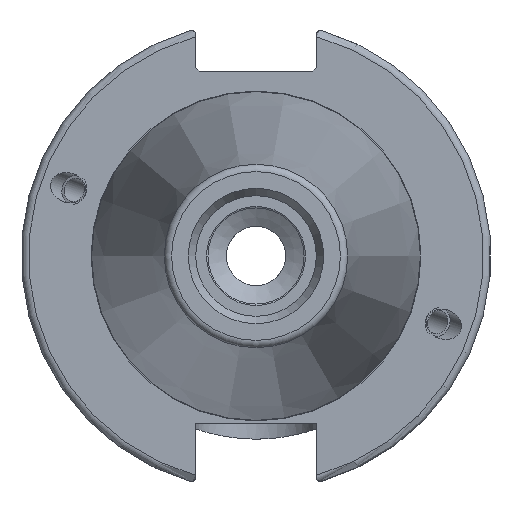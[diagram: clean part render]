
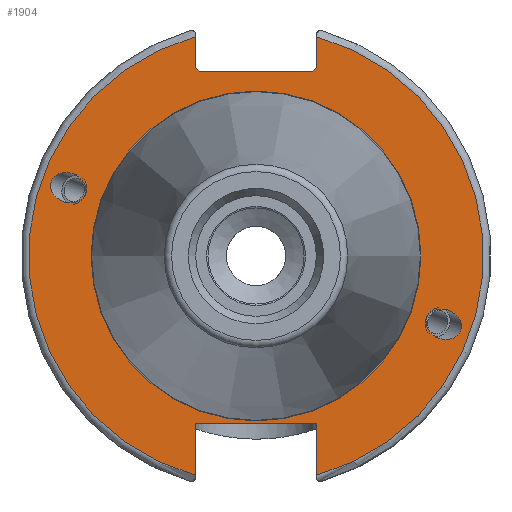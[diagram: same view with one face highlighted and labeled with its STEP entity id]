
A CAD part, left-side view. The second image highlights one B-rep face of the part: STEP entity #1904.
In plain terms, the highlighted planar face has unit normal (-1, 0, 0).
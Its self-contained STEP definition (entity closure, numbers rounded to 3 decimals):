
#39=ELLIPSE('',#2100,2.442,2.);
#48=ELLIPSE('',#2143,2.442,2.);
#62=PLANE('',#2153);
#135=FACE_BOUND('',#358,.T.);
#136=FACE_BOUND('',#359,.T.);
#137=FACE_BOUND('',#360,.T.);
#240=FACE_OUTER_BOUND('',#357,.T.);
#357=EDGE_LOOP('',(#1573,#1574,#1575,#1576,#1577,#1578,#1579,#1580,#1581,
#1582));
#358=EDGE_LOOP('',(#1583));
#359=EDGE_LOOP('',(#1584));
#360=EDGE_LOOP('',(#1585));
#464=LINE('',#3475,#565);
#465=LINE('',#3479,#566);
#466=LINE('',#3481,#567);
#467=LINE('',#3483,#568);
#468=LINE('',#3485,#569);
#469=LINE('',#3487,#570);
#470=LINE('',#3491,#571);
#471=LINE('',#3492,#572);
#565=VECTOR('',#2649,10.);
#566=VECTOR('',#2652,10.);
#567=VECTOR('',#2653,10.);
#568=VECTOR('',#2654,10.);
#569=VECTOR('',#2655,10.);
#570=VECTOR('',#2656,10.);
#571=VECTOR('',#2659,10.);
#572=VECTOR('',#2660,10.);
#706=CIRCLE('',#2151,22.3);
#708=CIRCLE('',#2154,30.75);
#709=CIRCLE('',#2155,30.75);
#829=VERTEX_POINT('',#3270);
#869=VERTEX_POINT('',#3453);
#874=VERTEX_POINT('',#3468);
#875=VERTEX_POINT('',#3473);
#876=VERTEX_POINT('',#3474);
#877=VERTEX_POINT('',#3476);
#878=VERTEX_POINT('',#3478);
#879=VERTEX_POINT('',#3480);
#880=VERTEX_POINT('',#3482);
#881=VERTEX_POINT('',#3484);
#882=VERTEX_POINT('',#3486);
#883=VERTEX_POINT('',#3488);
#884=VERTEX_POINT('',#3490);
#1063=EDGE_CURVE('',#829,#829,#39,.T.);
#1119=EDGE_CURVE('',#869,#869,#48,.T.);
#1126=EDGE_CURVE('',#874,#874,#706,.T.);
#1128=EDGE_CURVE('',#875,#876,#464,.T.);
#1129=EDGE_CURVE('',#877,#876,#708,.T.);
#1130=EDGE_CURVE('',#877,#878,#465,.T.);
#1131=EDGE_CURVE('',#879,#878,#466,.T.);
#1132=EDGE_CURVE('',#879,#880,#467,.T.);
#1133=EDGE_CURVE('',#881,#880,#468,.T.);
#1134=EDGE_CURVE('',#881,#882,#469,.T.);
#1135=EDGE_CURVE('',#883,#882,#709,.T.);
#1136=EDGE_CURVE('',#883,#884,#470,.T.);
#1137=EDGE_CURVE('',#884,#875,#471,.T.);
#1573=ORIENTED_EDGE('',*,*,#1128,.T.);
#1574=ORIENTED_EDGE('',*,*,#1129,.F.);
#1575=ORIENTED_EDGE('',*,*,#1130,.T.);
#1576=ORIENTED_EDGE('',*,*,#1131,.F.);
#1577=ORIENTED_EDGE('',*,*,#1132,.T.);
#1578=ORIENTED_EDGE('',*,*,#1133,.F.);
#1579=ORIENTED_EDGE('',*,*,#1134,.T.);
#1580=ORIENTED_EDGE('',*,*,#1135,.F.);
#1581=ORIENTED_EDGE('',*,*,#1136,.T.);
#1582=ORIENTED_EDGE('',*,*,#1137,.T.);
#1583=ORIENTED_EDGE('',*,*,#1063,.T.);
#1584=ORIENTED_EDGE('',*,*,#1119,.T.);
#1585=ORIENTED_EDGE('',*,*,#1126,.F.);
#1904=ADVANCED_FACE('',(#240,#135,#136,#137),#62,.T.);
#2100=AXIS2_PLACEMENT_3D('',#3272,#2522,#2523);
#2143=AXIS2_PLACEMENT_3D('',#3455,#2625,#2626);
#2151=AXIS2_PLACEMENT_3D('',#3470,#2643,#2644);
#2153=AXIS2_PLACEMENT_3D('',#3472,#2647,#2648);
#2154=AXIS2_PLACEMENT_3D('',#3477,#2650,#2651);
#2155=AXIS2_PLACEMENT_3D('',#3489,#2657,#2658);
#2522=DIRECTION('center_axis',(1.,0.,0.));
#2523=DIRECTION('ref_axis',(0.,-0.94,-0.342));
#2625=DIRECTION('center_axis',(1.,0.,0.));
#2626=DIRECTION('ref_axis',(0.,0.94,0.342));
#2643=DIRECTION('center_axis',(-1.,0.,0.));
#2644=DIRECTION('ref_axis',(0.,-1.,0.));
#2647=DIRECTION('center_axis',(-1.,0.,0.));
#2648=DIRECTION('ref_axis',(0.,0.,1.));
#2649=DIRECTION('',(0.,0.,-1.));
#2650=DIRECTION('center_axis',(1.,0.,0.));
#2651=DIRECTION('ref_axis',(0.,-1.,0.));
#2652=DIRECTION('',(0.,0.,-1.));
#2653=DIRECTION('',(0.,-0.707,0.707));
#2654=DIRECTION('',(0.,1.,0.));
#2655=DIRECTION('',(0.,-0.707,-0.707));
#2656=DIRECTION('',(0.,0.,1.));
#2657=DIRECTION('center_axis',(1.,0.,0.));
#2658=DIRECTION('ref_axis',(0.,1.,0.));
#2659=DIRECTION('',(0.,0.,1.));
#2660=DIRECTION('',(0.,-1.,0.));
#3270=CARTESIAN_POINT('',(3.175,-23.077,-8.399));
#3272=CARTESIAN_POINT('Origin',(3.175,-25.372,-9.235));
#3453=CARTESIAN_POINT('',(3.175,23.077,8.399));
#3455=CARTESIAN_POINT('Origin',(3.175,25.372,9.235));
#3468=CARTESIAN_POINT('',(3.175,0.,22.3));
#3470=CARTESIAN_POINT('Origin',(3.175,0.,0.));
#3472=CARTESIAN_POINT('Origin',(3.175,31.75,0.));
#3473=CARTESIAN_POINT('',(3.175,-8.19,-22.6));
#3474=CARTESIAN_POINT('',(3.175,-8.19,-29.639));
#3475=CARTESIAN_POINT('',(3.175,-8.19,-11.3));
#3476=CARTESIAN_POINT('',(3.175,-8.19,29.639));
#3477=CARTESIAN_POINT('Origin',(3.175,0.,0.));
#3478=CARTESIAN_POINT('',(3.175,-8.19,25.5));
#3479=CARTESIAN_POINT('',(3.175,-8.19,12.5));
#3480=CARTESIAN_POINT('',(3.175,-7.69,25.));
#3481=CARTESIAN_POINT('',(3.175,8.295,9.015));
#3482=CARTESIAN_POINT('',(3.175,7.69,25.));
#3483=CARTESIAN_POINT('',(3.175,15.875,25.));
#3484=CARTESIAN_POINT('',(3.175,8.19,25.5));
#3485=CARTESIAN_POINT('',(3.175,7.58,24.89));
#3486=CARTESIAN_POINT('',(3.175,8.19,29.639));
#3487=CARTESIAN_POINT('',(3.175,8.19,12.5));
#3488=CARTESIAN_POINT('',(3.175,8.19,-29.639));
#3489=CARTESIAN_POINT('Origin',(3.175,0.,0.));
#3490=CARTESIAN_POINT('',(3.175,8.19,-22.6));
#3491=CARTESIAN_POINT('',(3.175,8.19,-11.3));
#3492=CARTESIAN_POINT('',(3.175,15.875,-22.6));
